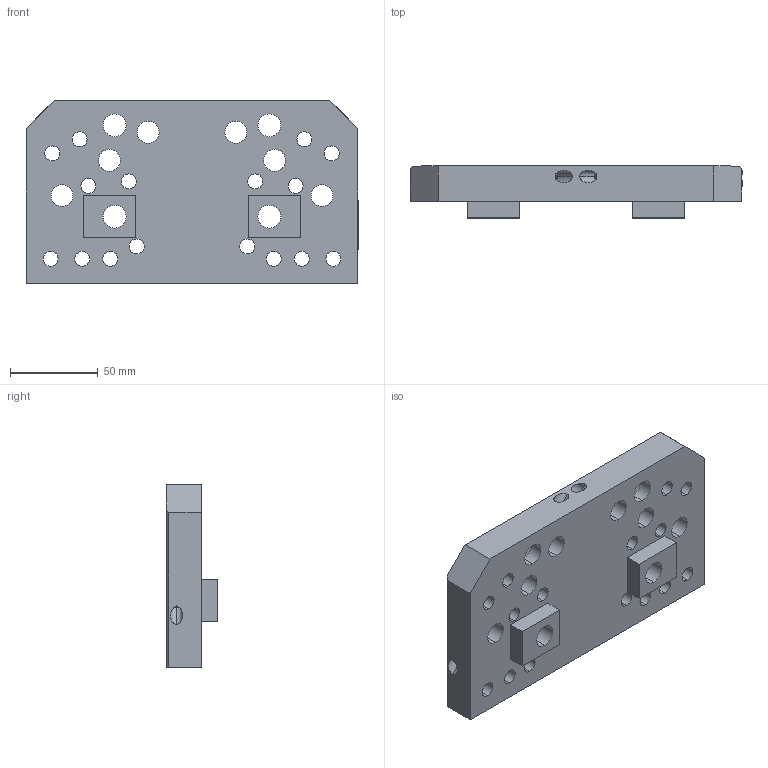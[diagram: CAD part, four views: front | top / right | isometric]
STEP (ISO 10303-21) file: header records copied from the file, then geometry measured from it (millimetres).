
FILE_DESCRIPTION (( 'STEP AP214' ), '1' );
FILE_NAME ('1702.100.stp', '2018-03-28T06:58:48', ( '' ), ( '' ), 'SwSTEP 2.0', 'SolidWorks 2016', '' );
FILE_SCHEMA (( 'AUTOMOTIVE_DESIGN' ));
Length unit declared in the file: millimetre
Products named in the file (1): 1702.100
Bounding box: 189 x 29.5 x 104 mm (x, y, z)
Volume: 325058.3 mm3; surface area: 69348.4 mm2
Topology: 1 solids, 1 shells, 295 faces, 766 edges, 497 vertices
Faces by surface type: cylinder 176, plane 80, cone 39
Entity records: 12798 total; most frequent: CARTESIAN_POINT 1935, DIRECTION 1681, ORIENTED_EDGE 1524, EDGE_CURVE 762, AXIS2_PLACEMENT_3D 675, VERTEX_POINT 497, EDGE_LOOP 383, CIRCLE 379
